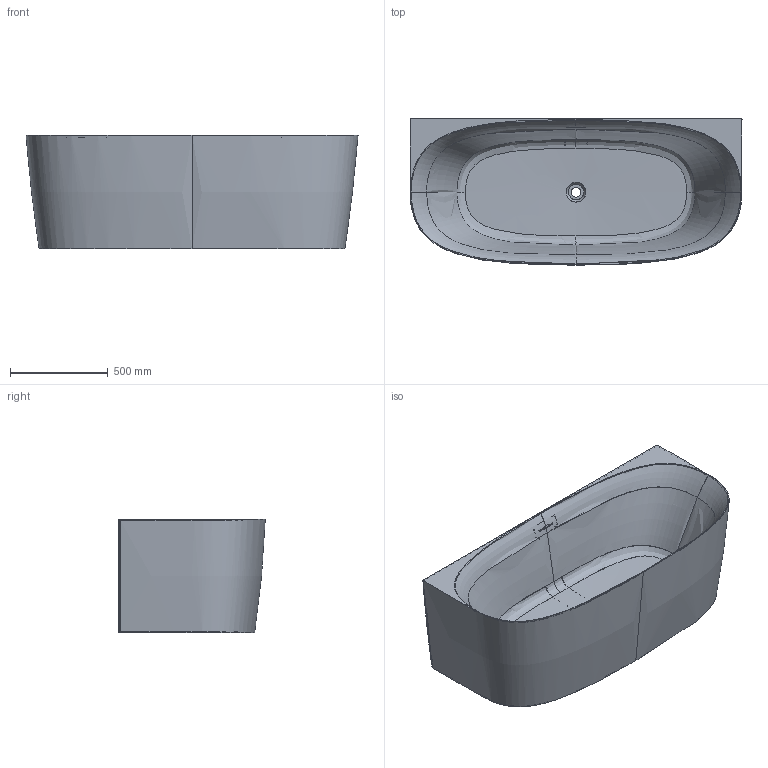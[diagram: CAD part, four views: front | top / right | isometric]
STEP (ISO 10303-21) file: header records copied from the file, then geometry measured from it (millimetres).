
FILE_DESCRIPTION(/* description */ (''),/* implementation_level */ '2;1');
FILE_NAME(/* name */ 'STEP - HY694-1700X750X580',/* time_stamp */ '2024-11-19T08:48:17+11:00',/* author */ (''),/* organization */ (''),/* preprocessor_version */ 'ST-DEVELOPER v16.5',/* originating_system */ 'Rhino 7.37',/* authorisation */ '');
FILE_SCHEMA (('AUTOMOTIVE_DESIGN'));
Products named in the file (1): Document
Bounding box: 1700 x 749.75 x 580 mm (x, y, z)
Volume: 27588058.2 mm3; surface area: 10476905.9 mm2
Topology: 44 solids, 50 shells, 4779 faces, 13632 edges, 8905 vertices
Faces by surface type: cylinder 2282, plane 1862, bspline 635
Full cylindrical faces by diameter (mm): 5 x24, 8.5 x216, 10 x222, 14.5 x6, 15 x6, 16 x4, 20 x6, 43.5 x6, 50 x2, 52.5 x6
Entity records: 326373 total; most frequent: CARTESIAN_POINT 239524, ORIENTED_EDGE 26516, EDGE_CURVE 13273, B_SPLINE_CURVE_WITH_KNOTS 10284, VERTEX_POINT 8905, EDGE_LOOP 5192, ADVANCED_FACE 4779, FACE_OUTER_BOUND 4779
